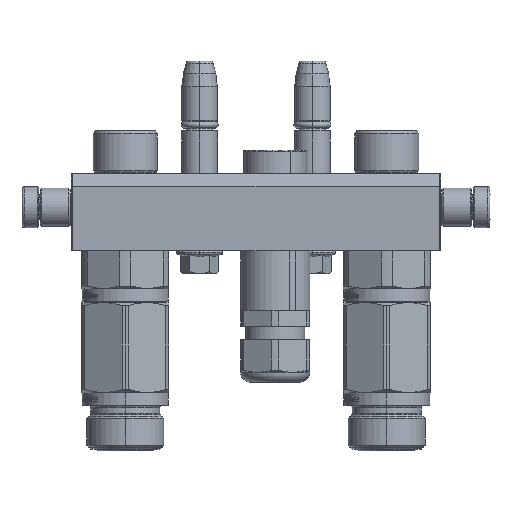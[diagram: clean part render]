
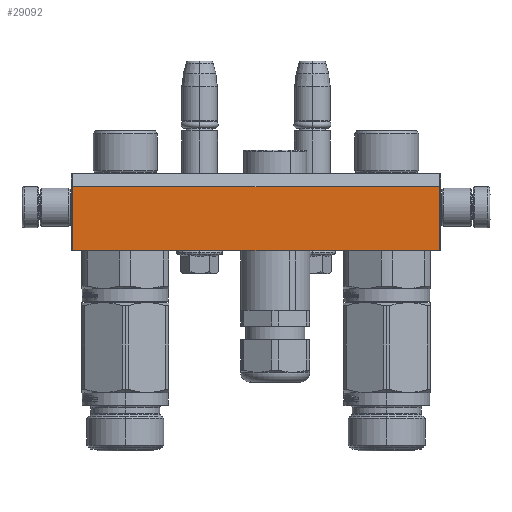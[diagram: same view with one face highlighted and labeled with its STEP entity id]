
A CAD part, left-side view. The second image highlights one B-rep face of the part: STEP entity #29092.
In plain terms, the highlighted face is planar.
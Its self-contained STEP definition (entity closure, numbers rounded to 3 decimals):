
#2296 = ORIENTED_EDGE ( 'NONE', *, *, #26544, .T. ) ;
#2517 = CARTESIAN_POINT ( 'NONE',  ( 144., 0., -90. ) ) ;
#2548 = EDGE_LOOP ( 'NONE', ( #25497, #65281, #2296, #5563 ) ) ;
#3668 = VECTOR ( 'NONE', #65386, 1000. ) ;
#5563 = ORIENTED_EDGE ( 'NONE', *, *, #49403, .T. ) ;
#8560 = LINE ( 'NONE', #39140, #50878 ) ;
#10899 = CARTESIAN_POINT ( 'NONE',  ( 143.5, 5., -90. ) ) ;
#15551 = DIRECTION ( 'NONE',  ( -1., 0., 0. ) ) ;
#19262 = CARTESIAN_POINT ( 'NONE',  ( 0.5, 5., -90. ) ) ;
#19301 = VERTEX_POINT ( 'NONE', #67468 ) ;
#20183 = CARTESIAN_POINT ( 'NONE',  ( 143.5, 30., -90. ) ) ;
#21295 = LINE ( 'NONE', #19262, #3668 ) ;
#22457 = VECTOR ( 'NONE', #66844, 1000. ) ;
#22498 = PLANE ( 'NONE',  #36100 ) ;
#25497 = ORIENTED_EDGE ( 'NONE', *, *, #63973, .F. ) ;
#26544 = EDGE_CURVE ( 'NONE', #52163, #19301, #8560, .T. ) ;
#27585 = LINE ( 'NONE', #65984, #22457 ) ;
#28426 = LINE ( 'NONE', #33433, #56249 ) ;
#29092 = ADVANCED_FACE ( 'NONE', ( #39869 ), #22498, .T. ) ;
#33433 = CARTESIAN_POINT ( 'NONE',  ( 143.5, 30., -90. ) ) ;
#36100 = AXIS2_PLACEMENT_3D ( 'NONE', #2517, #61706, #15551 ) ;
#39140 = CARTESIAN_POINT ( 'NONE',  ( 143.5, 5., -90. ) ) ;
#39869 = FACE_OUTER_BOUND ( 'NONE', #2548, .T. ) ;
#44521 = VERTEX_POINT ( 'NONE', #20183 ) ;
#49403 = EDGE_CURVE ( 'NONE', #19301, #84596, #21295, .T. ) ;
#50878 = VECTOR ( 'NONE', #52682, 1000. ) ;
#52163 = VERTEX_POINT ( 'NONE', #10899 ) ;
#52461 = EDGE_CURVE ( 'NONE', #52163, #44521, #27585, .T. ) ;
#52682 = DIRECTION ( 'NONE',  ( -1., 0., 0. ) ) ;
#56249 = VECTOR ( 'NONE', #66283, 1000. ) ;
#61706 = DIRECTION ( 'NONE',  ( 0., 0., -1. ) ) ;
#63973 = EDGE_CURVE ( 'NONE', #44521, #84596, #28426, .T. ) ;
#65281 = ORIENTED_EDGE ( 'NONE', *, *, #52461, .F. ) ;
#65386 = DIRECTION ( 'NONE',  ( 0., 1., 0. ) ) ;
#65984 = CARTESIAN_POINT ( 'NONE',  ( 143.5, 5., -90. ) ) ;
#66283 = DIRECTION ( 'NONE',  ( -1., 0., 0. ) ) ;
#66844 = DIRECTION ( 'NONE',  ( 0., 1., 0. ) ) ;
#67468 = CARTESIAN_POINT ( 'NONE',  ( 0.5, 5., -90. ) ) ;
#71426 = CARTESIAN_POINT ( 'NONE',  ( 0.5, 30., -90. ) ) ;
#84596 = VERTEX_POINT ( 'NONE', #71426 ) ;
